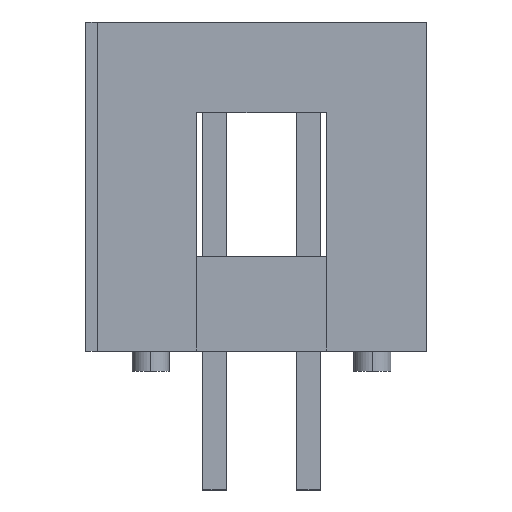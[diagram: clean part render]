
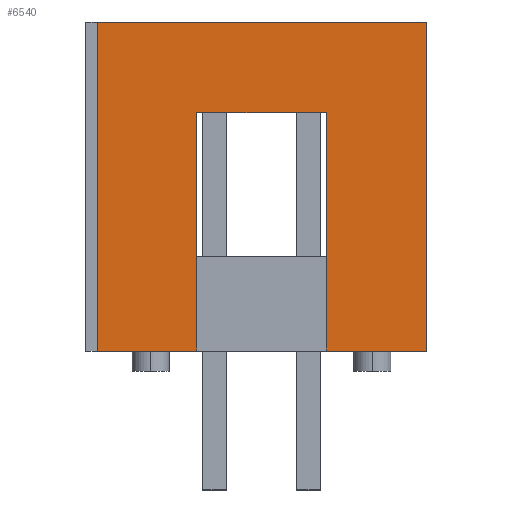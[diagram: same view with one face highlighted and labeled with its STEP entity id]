
A CAD part, left-side view. The second image highlights one B-rep face of the part: STEP entity #6540.
In plain terms, the highlighted planar face has unit normal (-1, 0, 0).
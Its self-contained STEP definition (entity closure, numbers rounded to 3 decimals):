
#51 = CARTESIAN_POINT ( 'NONE',  ( -5.08, 1.42, 0.56 ) ) ;
#88 = VECTOR ( 'NONE', #4374, 1000. ) ;
#176 = EDGE_CURVE ( 'NONE', #5664, #3018, #337, .T. ) ;
#243 = VERTEX_POINT ( 'NONE', #5539 ) ;
#269 = LINE ( 'NONE', #2244, #5012 ) ;
#337 = LINE ( 'NONE', #51, #3608 ) ;
#489 = CARTESIAN_POINT ( 'NONE',  ( -5.08, -0.48, 0.56 ) ) ;
#634 = LINE ( 'NONE', #5962, #3725 ) ;
#740 = DIRECTION ( 'NONE',  ( -1., 0., 0. ) ) ;
#828 = ORIENTED_EDGE ( 'NONE', *, *, #4037, .T. ) ;
#999 = FACE_OUTER_BOUND ( 'NONE', #2645, .T. ) ;
#1105 = ORIENTED_EDGE ( 'NONE', *, *, #5905, .T. ) ;
#1196 = EDGE_CURVE ( 'NONE', #7922, #6653, #634, .T. ) ;
#1287 = EDGE_CURVE ( 'NONE', #3021, #7922, #4042, .T. ) ;
#1359 = VERTEX_POINT ( 'NONE', #4574 ) ;
#1367 = LINE ( 'NONE', #7092, #3029 ) ;
#1598 = LINE ( 'NONE', #5926, #4147 ) ;
#1930 = EDGE_CURVE ( 'NONE', #3021, #1359, #7353, .T. ) ;
#2046 = CARTESIAN_POINT ( 'NONE',  ( -5.08, 5.72, 9.46 ) ) ;
#2180 = VECTOR ( 'NONE', #3236, 1000. ) ;
#2244 = CARTESIAN_POINT ( 'NONE',  ( -5.08, -3.18, 5.01 ) ) ;
#2645 = EDGE_LOOP ( 'NONE', ( #4473, #4164, #828, #3585, #5047, #5478, #1105, #6158 ) ) ;
#2720 = DIRECTION ( 'NONE',  ( 0., 1., 0. ) ) ;
#2844 = CARTESIAN_POINT ( 'NONE',  ( -5.08, -0.48, 7.01 ) ) ;
#3018 = VERTEX_POINT ( 'NONE', #489 ) ;
#3021 = VERTEX_POINT ( 'NONE', #6134 ) ;
#3029 = VECTOR ( 'NONE', #2720, 1000. ) ;
#3236 = DIRECTION ( 'NONE',  ( 0., 1., 0. ) ) ;
#3585 = ORIENTED_EDGE ( 'NONE', *, *, #7261, .T. ) ;
#3608 = VECTOR ( 'NONE', #6882, 1000. ) ;
#3650 = CARTESIAN_POINT ( 'NONE',  ( -5.08, -3.18, 0.56 ) ) ;
#3725 = VECTOR ( 'NONE', #5342, 1000. ) ;
#3751 = CARTESIAN_POINT ( 'NONE',  ( -5.08, -0.48, 5.01 ) ) ;
#3864 = CARTESIAN_POINT ( 'NONE',  ( -5.08, 1.42, 0.56 ) ) ;
#4037 = EDGE_CURVE ( 'NONE', #1359, #7889, #1598, .T. ) ;
#4042 = LINE ( 'NONE', #3864, #2180 ) ;
#4147 = VECTOR ( 'NONE', #6537, 1000. ) ;
#4164 = ORIENTED_EDGE ( 'NONE', *, *, #1930, .T. ) ;
#4374 = DIRECTION ( 'NONE',  ( 0., 0., -1. ) ) ;
#4450 = CARTESIAN_POINT ( 'NONE',  ( -5.08, 5.72, 0.56 ) ) ;
#4473 = ORIENTED_EDGE ( 'NONE', *, *, #1287, .F. ) ;
#4574 = CARTESIAN_POINT ( 'NONE',  ( -5.08, 3.02, 7.01 ) ) ;
#4739 = DIRECTION ( 'NONE',  ( 0., 0., 1. ) ) ;
#4879 = DIRECTION ( 'NONE',  ( 0., 0., 1. ) ) ;
#5012 = VECTOR ( 'NONE', #4739, 1000. ) ;
#5030 = PLANE ( 'NONE',  #5405 ) ;
#5041 = LINE ( 'NONE', #3751, #88 ) ;
#5047 = ORIENTED_EDGE ( 'NONE', *, *, #176, .F. ) ;
#5086 = DIRECTION ( 'NONE',  ( 0., -1., 0. ) ) ;
#5342 = DIRECTION ( 'NONE',  ( 0., 0., 1. ) ) ;
#5402 = EDGE_CURVE ( 'NONE', #5664, #243, #269, .T. ) ;
#5405 = AXIS2_PLACEMENT_3D ( 'NONE', #4450, #740, #5086 ) ;
#5478 = ORIENTED_EDGE ( 'NONE', *, *, #5402, .T. ) ;
#5539 = CARTESIAN_POINT ( 'NONE',  ( -5.08, -3.18, 9.46 ) ) ;
#5664 = VERTEX_POINT ( 'NONE', #3650 ) ;
#5905 = EDGE_CURVE ( 'NONE', #243, #6653, #1367, .T. ) ;
#5926 = CARTESIAN_POINT ( 'NONE',  ( -5.08, 1.27, 7.01 ) ) ;
#5962 = CARTESIAN_POINT ( 'NONE',  ( -5.08, 5.72, 5.01 ) ) ;
#6134 = CARTESIAN_POINT ( 'NONE',  ( -5.08, 3.02, 0.56 ) ) ;
#6158 = ORIENTED_EDGE ( 'NONE', *, *, #1196, .F. ) ;
#6537 = DIRECTION ( 'NONE',  ( 0., -1., 0. ) ) ;
#6540 = ADVANCED_FACE ( 'NONE', ( #999 ), #5030, .T. ) ;
#6653 = VERTEX_POINT ( 'NONE', #2046 ) ;
#6882 = DIRECTION ( 'NONE',  ( 0., 1., 0. ) ) ;
#7092 = CARTESIAN_POINT ( 'NONE',  ( -5.08, 1.27, 9.46 ) ) ;
#7179 = VECTOR ( 'NONE', #4879, 1000. ) ;
#7216 = CARTESIAN_POINT ( 'NONE',  ( -5.08, 5.72, 0.56 ) ) ;
#7261 = EDGE_CURVE ( 'NONE', #7889, #3018, #5041, .T. ) ;
#7351 = CARTESIAN_POINT ( 'NONE',  ( -5.08, 3.02, 5.01 ) ) ;
#7353 = LINE ( 'NONE', #7351, #7179 ) ;
#7889 = VERTEX_POINT ( 'NONE', #2844 ) ;
#7922 = VERTEX_POINT ( 'NONE', #7216 ) ;
